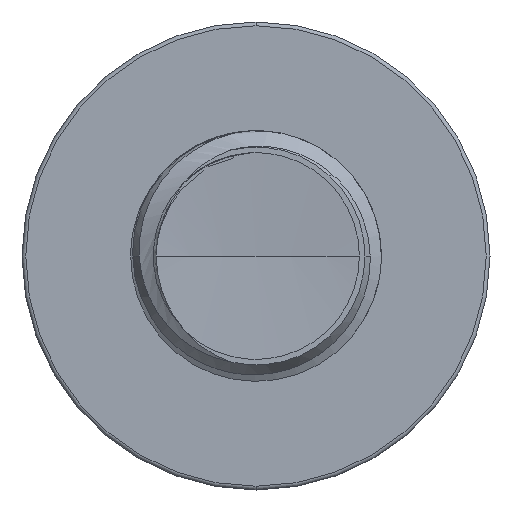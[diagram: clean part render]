
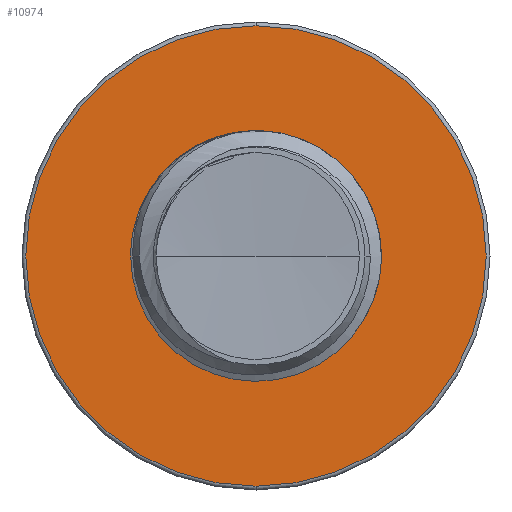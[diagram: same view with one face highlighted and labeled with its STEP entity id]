
A CAD part, front view. The second image highlights one B-rep face of the part: STEP entity #10974.
In plain terms, the highlighted planar face has unit normal (0, -1, 0).
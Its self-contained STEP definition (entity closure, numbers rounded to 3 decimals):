
#417 = DIRECTION ( 'NONE',  ( 0., -1., 0. ) ) ;
#901 = CIRCLE ( 'NONE', #12599, 1.436 ) ;
#3993 = VERTEX_POINT ( 'NONE', #4551 ) ;
#4165 = CARTESIAN_POINT ( 'NONE',  ( 0., 6., 0. ) ) ;
#4483 = CIRCLE ( 'NONE', #20803, 2.755 ) ;
#4551 = CARTESIAN_POINT ( 'NONE',  ( 0., 6., -2.755 ) ) ;
#4892 = CARTESIAN_POINT ( 'NONE',  ( 0., 6., 2.755 ) ) ;
#5029 = CIRCLE ( 'NONE', #20698, 1.436 ) ;
#5242 = EDGE_LOOP ( 'NONE', ( #8162, #11529 ) ) ;
#5927 = DIRECTION ( 'NONE',  ( 0., 0., -1. ) ) ;
#6253 = AXIS2_PLACEMENT_3D ( 'NONE', #18802, #18720, #18679 ) ;
#7500 = CARTESIAN_POINT ( 'NONE',  ( 0., 6., 1.436 ) ) ;
#8162 = ORIENTED_EDGE ( 'NONE', *, *, #14136, .F. ) ;
#8547 = VERTEX_POINT ( 'NONE', #19534 ) ;
#10242 = CARTESIAN_POINT ( 'NONE',  ( 0., 6., 0. ) ) ;
#10371 = AXIS2_PLACEMENT_3D ( 'NONE', #4165, #16584, #5927 ) ;
#10743 = CARTESIAN_POINT ( 'NONE',  ( 0., 6., 0. ) ) ;
#10974 = ADVANCED_FACE ( 'NONE', ( #21033, #16198 ), #18761, .T. ) ;
#11190 = CIRCLE ( 'NONE', #10371, 2.755 ) ;
#11529 = ORIENTED_EDGE ( 'NONE', *, *, #12492, .F. ) ;
#11584 = EDGE_CURVE ( 'NONE', #21349, #3993, #4483, .T. ) ;
#12027 = DIRECTION ( 'NONE',  ( 0., 0., -1. ) ) ;
#12492 = EDGE_CURVE ( 'NONE', #15895, #8547, #901, .T. ) ;
#12541 = DIRECTION ( 'NONE',  ( 0., 0., -1. ) ) ;
#12599 = AXIS2_PLACEMENT_3D ( 'NONE', #10242, #21496, #12027 ) ;
#13340 = DIRECTION ( 'NONE',  ( 0., 0., -1. ) ) ;
#13347 = DIRECTION ( 'NONE',  ( 0., -1., 0. ) ) ;
#13371 = CARTESIAN_POINT ( 'NONE',  ( 0., 6., 0. ) ) ;
#14136 = EDGE_CURVE ( 'NONE', #8547, #15895, #5029, .T. ) ;
#14744 = EDGE_LOOP ( 'NONE', ( #19868, #15931 ) ) ;
#15895 = VERTEX_POINT ( 'NONE', #7500 ) ;
#15931 = ORIENTED_EDGE ( 'NONE', *, *, #11584, .T. ) ;
#16198 = FACE_BOUND ( 'NONE', #5242, .T. ) ;
#16584 = DIRECTION ( 'NONE',  ( 0., -1., 0. ) ) ;
#18679 = DIRECTION ( 'NONE',  ( 0., 0., -1. ) ) ;
#18720 = DIRECTION ( 'NONE',  ( 0., -1., 0. ) ) ;
#18761 = PLANE ( 'NONE',  #6253 ) ;
#18797 = EDGE_CURVE ( 'NONE', #3993, #21349, #11190, .T. ) ;
#18802 = CARTESIAN_POINT ( 'NONE',  ( 0., 6., 1.436 ) ) ;
#19534 = CARTESIAN_POINT ( 'NONE',  ( 0., 6., -1.436 ) ) ;
#19868 = ORIENTED_EDGE ( 'NONE', *, *, #18797, .T. ) ;
#20698 = AXIS2_PLACEMENT_3D ( 'NONE', #10743, #417, #12541 ) ;
#20803 = AXIS2_PLACEMENT_3D ( 'NONE', #13371, #13347, #13340 ) ;
#21033 = FACE_OUTER_BOUND ( 'NONE', #14744, .T. ) ;
#21349 = VERTEX_POINT ( 'NONE', #4892 ) ;
#21496 = DIRECTION ( 'NONE',  ( 0., -1., 0. ) ) ;
